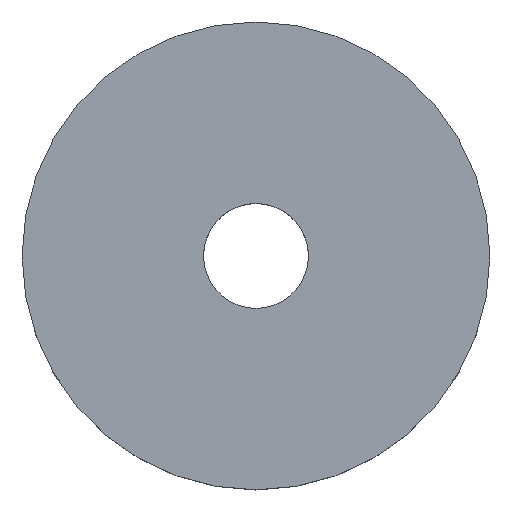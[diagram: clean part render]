
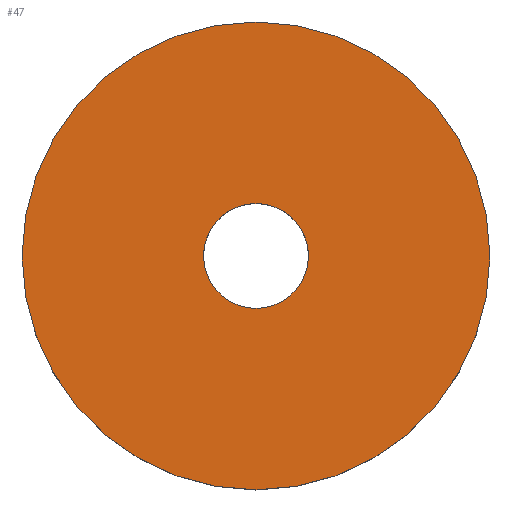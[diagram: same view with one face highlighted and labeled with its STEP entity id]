
A CAD part, top view. The second image highlights one B-rep face of the part: STEP entity #47.
In plain terms, the highlighted planar face has unit normal (0, 0, 1).
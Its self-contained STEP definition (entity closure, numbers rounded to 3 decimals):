
#10 = CARTESIAN_POINT ( 'NONE',  ( 1.85, 0., 3. ) ) ;
#11 = ORIENTED_EDGE ( 'NONE', *, *, #40, .T. ) ;
#12 = DIRECTION ( 'NONE',  ( 1., 0., 0. ) ) ;
#13 = CARTESIAN_POINT ( 'NONE',  ( 0., 0., 3. ) ) ;
#22 = VERTEX_POINT ( 'NONE', #10 ) ;
#24 = ORIENTED_EDGE ( 'NONE', *, *, #199, .T. ) ;
#25 = FACE_OUTER_BOUND ( 'NONE', #144, .T. ) ;
#26 = CARTESIAN_POINT ( 'NONE',  ( 0., 0., 3. ) ) ;
#27 = DIRECTION ( 'NONE',  ( 0., 0., 1. ) ) ;
#31 = PLANE ( 'NONE',  #165 ) ;
#33 = CIRCLE ( 'NONE', #178, 8.25 ) ;
#40 = EDGE_CURVE ( 'NONE', #157, #127, #132, .T. ) ;
#46 = DIRECTION ( 'NONE',  ( 1., 0., 0. ) ) ;
#47 = ADVANCED_FACE ( 'NONE', ( #25, #149 ), #31, .T. ) ;
#70 = CIRCLE ( 'NONE', #216, 1.85 ) ;
#71 = CARTESIAN_POINT ( 'NONE',  ( -1.85, 0., 3. ) ) ;
#87 = CIRCLE ( 'NONE', #196, 1.85 ) ;
#89 = CARTESIAN_POINT ( 'NONE',  ( 0., 0., 3. ) ) ;
#92 = EDGE_CURVE ( 'NONE', #109, #22, #87, .T. ) ;
#94 = DIRECTION ( 'NONE',  ( 0., 0., 1. ) ) ;
#108 = EDGE_LOOP ( 'NONE', ( #185, #126 ) ) ;
#109 = VERTEX_POINT ( 'NONE', #71 ) ;
#114 = CARTESIAN_POINT ( 'NONE',  ( 0., 0., 3. ) ) ;
#126 = ORIENTED_EDGE ( 'NONE', *, *, #218, .F. ) ;
#127 = VERTEX_POINT ( 'NONE', #226 ) ;
#132 = CIRCLE ( 'NONE', #170, 8.25 ) ;
#144 = EDGE_LOOP ( 'NONE', ( #24, #11 ) ) ;
#146 = DIRECTION ( 'NONE',  ( 0., 0., 1. ) ) ;
#149 = FACE_BOUND ( 'NONE', #108, .T. ) ;
#157 = VERTEX_POINT ( 'NONE', #227 ) ;
#162 = DIRECTION ( 'NONE',  ( 1., 0., 0. ) ) ;
#165 = AXIS2_PLACEMENT_3D ( 'NONE', #13, #27, #12 ) ;
#168 = DIRECTION ( 'NONE',  ( 1., 0., 0. ) ) ;
#170 = AXIS2_PLACEMENT_3D ( 'NONE', #89, #205, #162 ) ;
#178 = AXIS2_PLACEMENT_3D ( 'NONE', #228, #230, #214 ) ;
#185 = ORIENTED_EDGE ( 'NONE', *, *, #92, .F. ) ;
#196 = AXIS2_PLACEMENT_3D ( 'NONE', #26, #146, #46 ) ;
#199 = EDGE_CURVE ( 'NONE', #127, #157, #33, .T. ) ;
#205 = DIRECTION ( 'NONE',  ( 0., 0., 1. ) ) ;
#214 = DIRECTION ( 'NONE',  ( 1., 0., 0. ) ) ;
#216 = AXIS2_PLACEMENT_3D ( 'NONE', #114, #94, #168 ) ;
#218 = EDGE_CURVE ( 'NONE', #22, #109, #70, .T. ) ;
#226 = CARTESIAN_POINT ( 'NONE',  ( -8.25, 0., 3. ) ) ;
#227 = CARTESIAN_POINT ( 'NONE',  ( 8.25, 0., 3. ) ) ;
#228 = CARTESIAN_POINT ( 'NONE',  ( 0., 0., 3. ) ) ;
#230 = DIRECTION ( 'NONE',  ( 0., 0., 1. ) ) ;
